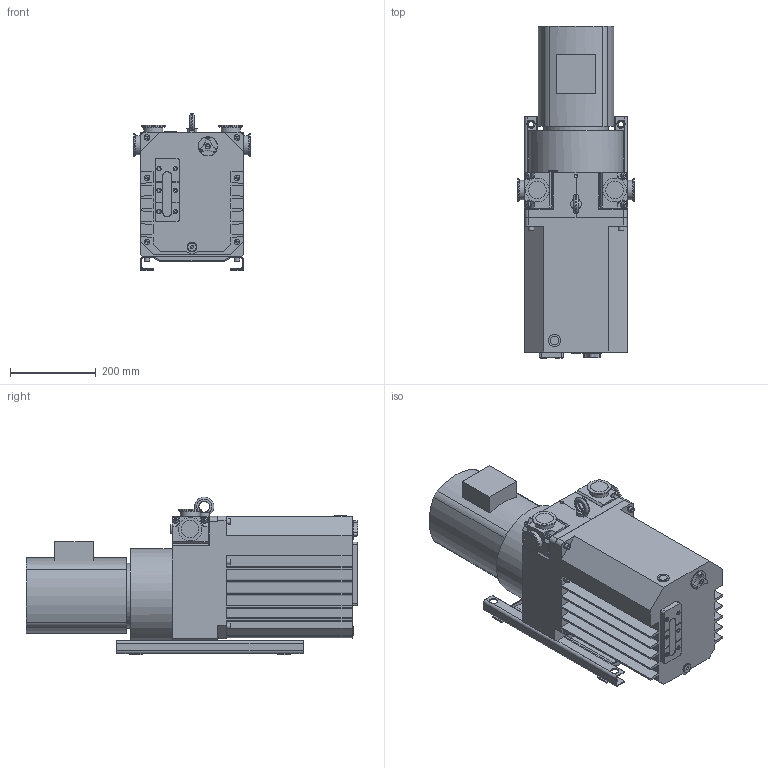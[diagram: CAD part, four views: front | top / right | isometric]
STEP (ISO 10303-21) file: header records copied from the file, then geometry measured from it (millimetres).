
FILE_DESCRIPTION((''),'2;1');
FILE_NAME('PK900272.stp','2010-04-27T15:12:17',('wangorsch-v'),(''),'Autodesk Inventor 2009','Autodesk Inventor 2009','');
FILE_SCHEMA(('CONFIG_CONTROL_DESIGN'));
Length unit declared in the file: millimetre
Products named in the file (1): PK900272_SW
Bounding box: 272.42 x 774.8 x 368.2 mm (x, y, z)
Volume: 35898592.3 mm3; surface area: 1290657.8 mm2
Topology: 1 solids, 40 shells, 839 faces, 2123 edges, 1378 vertices
Faces by surface type: plane 470, cylinder 182, bspline 102, cone 71, torus 11, sphere 3
Full cylindrical faces by diameter (mm): 4.917 x8, 6.647 x2, 7.3 x1, 7.8 x1, 8 x14, 9 x2, 10 x6, 11.8 x1, 13 x16, 15 x3, 16.662 x2, 19 x2, 19.8 x1, 22 x2, 25 x1, 28.1 x1, 41.2 x4, 45 x5, 55 x4, 151 x1, 206 x1, 220 x1
Entity records: 25037 total; most frequent: CARTESIAN_POINT 6729, DIRECTION 3656, ORIENTED_EDGE 3586, EDGE_CURVE 1793, AXIS2_PLACEMENT_3D 1303, VERTEX_POINT 1243, EDGE_LOOP 1128, VECTOR 1050
